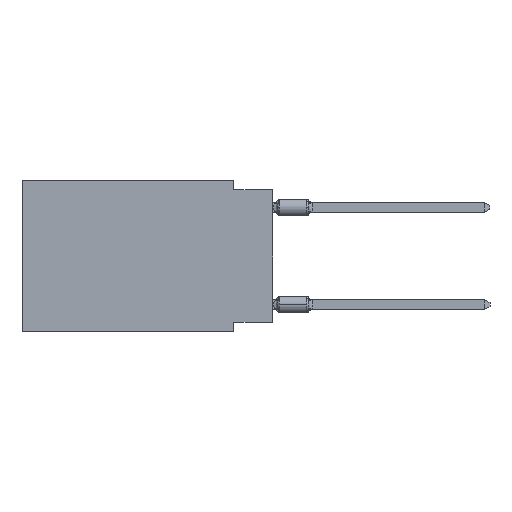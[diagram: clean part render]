
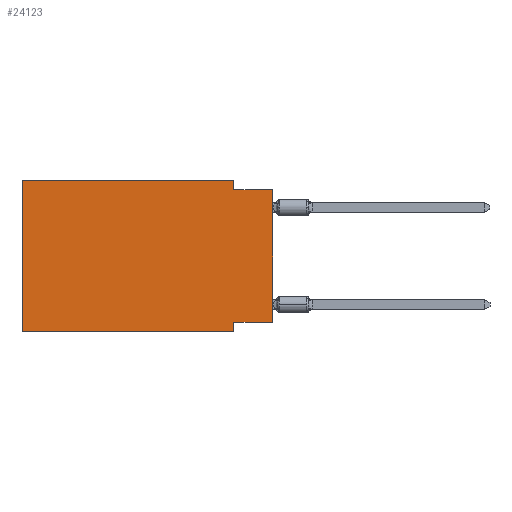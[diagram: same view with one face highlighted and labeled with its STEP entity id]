
A CAD part, left-side view. The second image highlights one B-rep face of the part: STEP entity #24123.
In plain terms, the highlighted planar face has unit normal (-1, 0, 0).
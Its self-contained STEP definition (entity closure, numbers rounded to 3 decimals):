
#619 = VERTEX_POINT ( 'NONE', #17429 ) ;
#849 = FACE_OUTER_BOUND ( 'NONE', #17904, .T. ) ;
#1441 = DIRECTION ( 'NONE',  ( 0., 0., 1. ) ) ;
#1657 = CARTESIAN_POINT ( 'NONE',  ( 0., 16.383, 0. ) ) ;
#2493 = ORIENTED_EDGE ( 'NONE', *, *, #11767, .F. ) ;
#2889 = LINE ( 'NONE', #8709, #17693 ) ;
#3039 = VECTOR ( 'NONE', #18228, 1000. ) ;
#3444 = CARTESIAN_POINT ( 'NONE',  ( 0., 0., -9.271 ) ) ;
#4281 = EDGE_CURVE ( 'NONE', #20935, #22179, #2889, .T. ) ;
#5470 = LINE ( 'NONE', #25246, #14359 ) ;
#5532 = LINE ( 'NONE', #7595, #8673 ) ;
#6139 = CARTESIAN_POINT ( 'NONE',  ( 0., 16.383, 0. ) ) ;
#6154 = EDGE_CURVE ( 'NONE', #20929, #22179, #22275, .T. ) ;
#6730 = CARTESIAN_POINT ( 'NONE',  ( 0., 0., -0.635 ) ) ;
#6887 = ORIENTED_EDGE ( 'NONE', *, *, #6154, .F. ) ;
#6952 = PLANE ( 'NONE',  #22028 ) ;
#7124 = ORIENTED_EDGE ( 'NONE', *, *, #7829, .F. ) ;
#7420 = ORIENTED_EDGE ( 'NONE', *, *, #9894, .F. ) ;
#7595 = CARTESIAN_POINT ( 'NONE',  ( 0., 2.54, 0. ) ) ;
#7829 = EDGE_CURVE ( 'NONE', #20467, #24036, #24440, .T. ) ;
#8673 = VECTOR ( 'NONE', #23108, 1000. ) ;
#8709 = CARTESIAN_POINT ( 'NONE',  ( 0., 16.383, -9.906 ) ) ;
#9203 = LINE ( 'NONE', #23161, #24473 ) ;
#9323 = CARTESIAN_POINT ( 'NONE',  ( 0., 2.54, -9.271 ) ) ;
#9442 = EDGE_CURVE ( 'NONE', #20148, #619, #17294, .T. ) ;
#9576 = CARTESIAN_POINT ( 'NONE',  ( 0., 2.54, -9.906 ) ) ;
#9894 = EDGE_CURVE ( 'NONE', #25031, #20929, #24785, .T. ) ;
#9919 = CARTESIAN_POINT ( 'NONE',  ( 0., 16.383, -9.906 ) ) ;
#10268 = CARTESIAN_POINT ( 'NONE',  ( 0., 0., -9.271 ) ) ;
#10973 = VECTOR ( 'NONE', #18645, 1000. ) ;
#11767 = EDGE_CURVE ( 'NONE', #20935, #20148, #9203, .T. ) ;
#13347 = DIRECTION ( 'NONE',  ( 0., 0., 1. ) ) ;
#14359 = VECTOR ( 'NONE', #13347, 1000. ) ;
#14515 = ORIENTED_EDGE ( 'NONE', *, *, #20472, .T. ) ;
#14946 = CARTESIAN_POINT ( 'NONE',  ( 0., 16.383, 0. ) ) ;
#15065 = DIRECTION ( 'NONE',  ( 0., 1., 0. ) ) ;
#15148 = EDGE_CURVE ( 'NONE', #619, #20467, #5532, .T. ) ;
#15858 = CARTESIAN_POINT ( 'NONE',  ( 0., 0., -0.635 ) ) ;
#16065 = ORIENTED_EDGE ( 'NONE', *, *, #4281, .T. ) ;
#16585 = DIRECTION ( 'NONE',  ( 0., -1., 0. ) ) ;
#16635 = DIRECTION ( 'NONE',  ( 1., 0., 0. ) ) ;
#17294 = LINE ( 'NONE', #1657, #23317 ) ;
#17429 = CARTESIAN_POINT ( 'NONE',  ( 0., 2.54, 0. ) ) ;
#17629 = ORIENTED_EDGE ( 'NONE', *, *, #9442, .F. ) ;
#17693 = VECTOR ( 'NONE', #16585, 1000. ) ;
#17904 = EDGE_LOOP ( 'NONE', ( #14515, #7124, #23633, #17629, #2493, #16065, #6887, #7420 ) ) ;
#18228 = DIRECTION ( 'NONE',  ( 0., -1., 0. ) ) ;
#18645 = DIRECTION ( 'NONE',  ( 0., 0., -1. ) ) ;
#20148 = VERTEX_POINT ( 'NONE', #6139 ) ;
#20467 = VERTEX_POINT ( 'NONE', #21628 ) ;
#20472 = EDGE_CURVE ( 'NONE', #25031, #24036, #5470, .T. ) ;
#20929 = VERTEX_POINT ( 'NONE', #9323 ) ;
#20935 = VERTEX_POINT ( 'NONE', #9919 ) ;
#21065 = DIRECTION ( 'NONE',  ( 0., -1., 0. ) ) ;
#21628 = CARTESIAN_POINT ( 'NONE',  ( 0., 2.54, -0.635 ) ) ;
#22028 = AXIS2_PLACEMENT_3D ( 'NONE', #14946, #16635, #22842 ) ;
#22179 = VERTEX_POINT ( 'NONE', #9576 ) ;
#22275 = LINE ( 'NONE', #24341, #10973 ) ;
#22842 = DIRECTION ( 'NONE',  ( 0., 0., -1. ) ) ;
#22930 = VECTOR ( 'NONE', #15065, 1000. ) ;
#23108 = DIRECTION ( 'NONE',  ( 0., 0., -1. ) ) ;
#23161 = CARTESIAN_POINT ( 'NONE',  ( 0., 16.383, 0. ) ) ;
#23317 = VECTOR ( 'NONE', #21065, 1000. ) ;
#23633 = ORIENTED_EDGE ( 'NONE', *, *, #15148, .F. ) ;
#24036 = VERTEX_POINT ( 'NONE', #15858 ) ;
#24123 = ADVANCED_FACE ( 'NONE', ( #849 ), #6952, .F. ) ;
#24341 = CARTESIAN_POINT ( 'NONE',  ( 0., 2.54, -9.906 ) ) ;
#24440 = LINE ( 'NONE', #6730, #3039 ) ;
#24473 = VECTOR ( 'NONE', #1441, 1000. ) ;
#24785 = LINE ( 'NONE', #3444, #22930 ) ;
#25031 = VERTEX_POINT ( 'NONE', #10268 ) ;
#25246 = CARTESIAN_POINT ( 'NONE',  ( 0., 0., 0. ) ) ;
